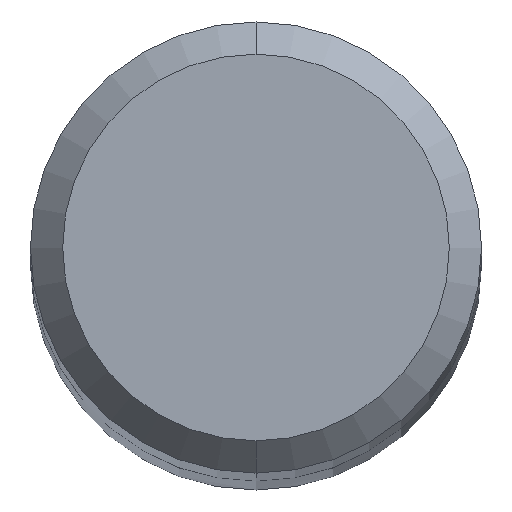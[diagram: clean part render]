
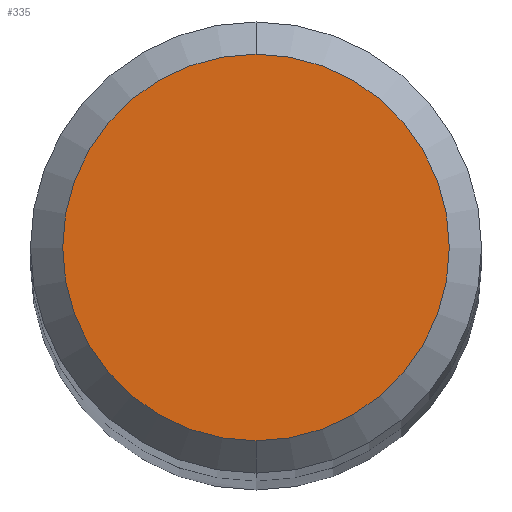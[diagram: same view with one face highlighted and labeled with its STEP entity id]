
A CAD part, top view. The second image highlights one B-rep face of the part: STEP entity #335.
In plain terms, the highlighted planar face has unit normal (0, 0, 1).
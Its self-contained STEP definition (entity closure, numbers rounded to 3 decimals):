
#263=VERTEX_POINT('',#536);
#315=EDGE_CURVE('',#383,#263,#592,.T.);
#335=ADVANCED_FACE('',(#613),#614,.T.);
#351=EDGE_CURVE('',#263,#383,#631,.T.);
#383=VERTEX_POINT('',#666);
#536=CARTESIAN_POINT('',(0.0,1.2,26.0));
#592=CIRCLE('',#1056,1.2);
#613=FACE_OUTER_BOUND('',#1121,.T.);
#614=PLANE('',#1122);
#631=CIRCLE('',#1210,1.2);
#666=CARTESIAN_POINT('',(0.,-1.2,26.0));
#1056=AXIS2_PLACEMENT_3D('',#1529,#1530,#1531);
#1121=EDGE_LOOP('',(#1545,#1546));
#1122=AXIS2_PLACEMENT_3D('',#1547,#1548,#1549);
#1210=AXIS2_PLACEMENT_3D('',#1561,#1562,#1563);
#1529=CARTESIAN_POINT('',(0.0,0.0,26.0));
#1530=DIRECTION('',(0.0,0.0,-1.0));
#1531=DIRECTION('',(0.0,1.0,0.0));
#1545=ORIENTED_EDGE('',*,*,#351,.F.);
#1546=ORIENTED_EDGE('',*,*,#315,.F.);
#1547=CARTESIAN_POINT('',(0.0,0.6,26.0));
#1548=DIRECTION('',(-0.0,0.0,1.0));
#1549=DIRECTION('',(0.0,-1.0,0.0));
#1561=CARTESIAN_POINT('',(0.0,0.0,26.0));
#1562=DIRECTION('',(0.0,0.0,-1.0));
#1563=DIRECTION('',(0.0,1.0,0.0));
